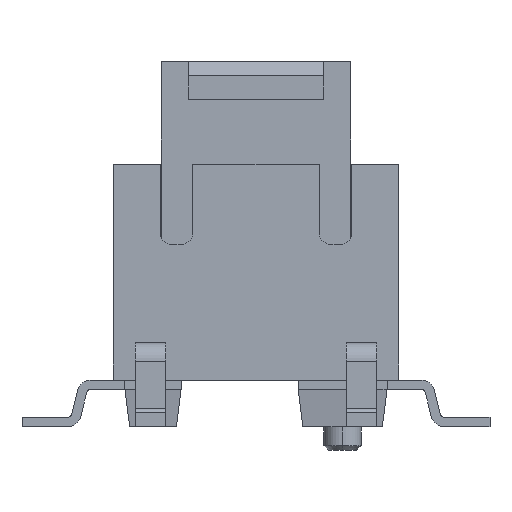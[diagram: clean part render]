
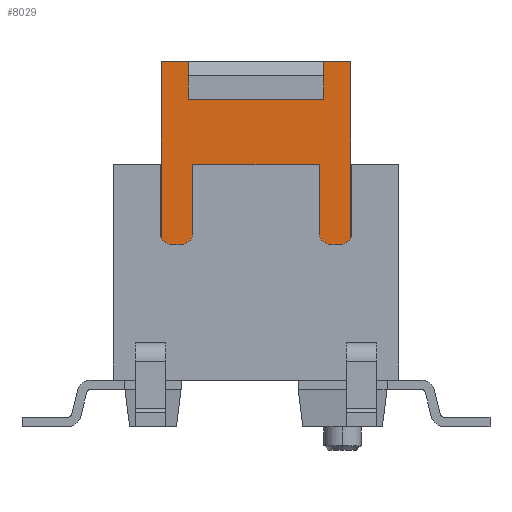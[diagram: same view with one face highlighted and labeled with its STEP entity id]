
A CAD part, left-side view. The second image highlights one B-rep face of the part: STEP entity #8029.
In plain terms, the highlighted planar face has unit normal (-1, 0, 0).
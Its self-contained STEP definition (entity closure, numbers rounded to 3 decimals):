
#195 = PLANE('',#196);
#196 = AXIS2_PLACEMENT_3D('',#197,#198,#199);
#197 = CARTESIAN_POINT('',(2.25,2.02,7.8));
#198 = DIRECTION('',(0.,1.,0.));
#199 = DIRECTION('',(-1.,0.,0.));
#356 = PLANE('',#357);
#357 = AXIS2_PLACEMENT_3D('',#358,#359,#360);
#358 = CARTESIAN_POINT('',(-2.25,-2.02,7.8));
#359 = DIRECTION('',(0.,-1.,0.));
#360 = DIRECTION('',(1.,0.,0.));
#382 = PLANE('',#383);
#383 = AXIS2_PLACEMENT_3D('',#384,#385,#386);
#384 = CARTESIAN_POINT('',(0.,0.,7.8));
#385 = DIRECTION('',(0.,0.,1.));
#386 = DIRECTION('',(1.,0.,0.));
#407 = VERTEX_POINT('',#408);
#408 = CARTESIAN_POINT('',(-2.25,-2.02,7.8));
#429 = EDGE_CURVE('',#430,#407,#432,.T.);
#430 = VERTEX_POINT('',#431);
#431 = CARTESIAN_POINT('',(-2.25,-1.45,7.8));
#432 = SURFACE_CURVE('',#433,(#437,#444),.PCURVE_S1.);
#433 = LINE('',#434,#435);
#434 = CARTESIAN_POINT('',(-2.25,-1.45,7.8));
#435 = VECTOR('',#436,1.);
#436 = DIRECTION('',(0.,-1.,0.));
#437 = PCURVE('',#382,#438);
#438 = DEFINITIONAL_REPRESENTATION('',(#439),#443);
#439 = LINE('',#440,#441);
#440 = CARTESIAN_POINT('',(-2.25,-1.45));
#441 = VECTOR('',#442,1.);
#442 = DIRECTION('',(0.,-1.));
#443 = ( GEOMETRIC_REPRESENTATION_CONTEXT(2) 
PARAMETRIC_REPRESENTATION_CONTEXT() REPRESENTATION_CONTEXT('2D SPACE',''
  ) );
#444 = PCURVE('',#445,#450);
#445 = PLANE('',#446);
#446 = AXIS2_PLACEMENT_3D('',#447,#448,#449);
#447 = CARTESIAN_POINT('',(-2.25,2.02,7.8));
#448 = DIRECTION('',(-1.,0.,0.));
#449 = DIRECTION('',(0.,-1.,0.));
#450 = DEFINITIONAL_REPRESENTATION('',(#451),#455);
#451 = LINE('',#452,#453);
#452 = CARTESIAN_POINT('',(3.47,0.));
#453 = VECTOR('',#454,1.);
#454 = DIRECTION('',(1.,0.));
#455 = ( GEOMETRIC_REPRESENTATION_CONTEXT(2) 
PARAMETRIC_REPRESENTATION_CONTEXT() REPRESENTATION_CONTEXT('2D SPACE',''
  ) );
#473 = PLANE('',#474);
#474 = AXIS2_PLACEMENT_3D('',#475,#476,#477);
#475 = CARTESIAN_POINT('',(-3.,-1.45,7.8));
#476 = DIRECTION('',(0.,-1.,0.));
#477 = DIRECTION('',(1.,0.,0.));
#514 = VERTEX_POINT('',#515);
#515 = CARTESIAN_POINT('',(-2.25,1.45,7.8));
#529 = PLANE('',#530);
#530 = AXIS2_PLACEMENT_3D('',#531,#532,#533);
#531 = CARTESIAN_POINT('',(-2.25,1.45,7.8));
#532 = DIRECTION('',(0.,1.,0.));
#533 = DIRECTION('',(-1.,0.,0.));
#541 = EDGE_CURVE('',#542,#514,#544,.T.);
#542 = VERTEX_POINT('',#543);
#543 = CARTESIAN_POINT('',(-2.25,2.02,7.8));
#544 = SURFACE_CURVE('',#545,(#549,#556),.PCURVE_S1.);
#545 = LINE('',#546,#547);
#546 = CARTESIAN_POINT('',(-2.25,2.02,7.8));
#547 = VECTOR('',#548,1.);
#548 = DIRECTION('',(0.,-1.,0.));
#549 = PCURVE('',#382,#550);
#550 = DEFINITIONAL_REPRESENTATION('',(#551),#555);
#551 = LINE('',#552,#553);
#552 = CARTESIAN_POINT('',(-2.25,2.02));
#553 = VECTOR('',#554,1.);
#554 = DIRECTION('',(0.,-1.));
#555 = ( GEOMETRIC_REPRESENTATION_CONTEXT(2) 
PARAMETRIC_REPRESENTATION_CONTEXT() REPRESENTATION_CONTEXT('2D SPACE',''
  ) );
#556 = PCURVE('',#445,#557);
#557 = DEFINITIONAL_REPRESENTATION('',(#558),#562);
#558 = LINE('',#559,#560);
#559 = CARTESIAN_POINT('',(0.,0.));
#560 = VECTOR('',#561,1.);
#561 = DIRECTION('',(1.,0.));
#562 = ( GEOMETRIC_REPRESENTATION_CONTEXT(2) 
PARAMETRIC_REPRESENTATION_CONTEXT() REPRESENTATION_CONTEXT('2D SPACE',''
  ) );
#3019 = VERTEX_POINT('',#3020);
#3020 = CARTESIAN_POINT('',(-2.25,-2.02,3.9));
#3034 = PLANE('',#3035);
#3035 = AXIS2_PLACEMENT_3D('',#3036,#3037,#3038);
#3036 = CARTESIAN_POINT('',(-3.4,2.02,3.9));
#3037 = DIRECTION('',(0.,0.,-1.));
#3038 = DIRECTION('',(0.,1.,0.));
#3046 = EDGE_CURVE('',#407,#3019,#3047,.T.);
#3047 = SURFACE_CURVE('',#3048,(#3052,#3059),.PCURVE_S1.);
#3048 = LINE('',#3049,#3050);
#3049 = CARTESIAN_POINT('',(-2.25,-2.02,7.8));
#3050 = VECTOR('',#3051,1.);
#3051 = DIRECTION('',(0.,0.,-1.));
#3052 = PCURVE('',#356,#3053);
#3053 = DEFINITIONAL_REPRESENTATION('',(#3054),#3058);
#3054 = LINE('',#3055,#3056);
#3055 = CARTESIAN_POINT('',(0.,0.));
#3056 = VECTOR('',#3057,1.);
#3057 = DIRECTION('',(0.,-1.));
#3058 = ( GEOMETRIC_REPRESENTATION_CONTEXT(2) 
PARAMETRIC_REPRESENTATION_CONTEXT() REPRESENTATION_CONTEXT('2D SPACE',''
  ) );
#3059 = PCURVE('',#445,#3060);
#3060 = DEFINITIONAL_REPRESENTATION('',(#3061),#3065);
#3061 = LINE('',#3062,#3063);
#3062 = CARTESIAN_POINT('',(4.04,0.));
#3063 = VECTOR('',#3064,1.);
#3064 = DIRECTION('',(0.,-1.));
#3065 = ( GEOMETRIC_REPRESENTATION_CONTEXT(2) 
PARAMETRIC_REPRESENTATION_CONTEXT() REPRESENTATION_CONTEXT('2D SPACE',''
  ) );
#7962 = EDGE_CURVE('',#3019,#7963,#7965,.T.);
#7963 = VERTEX_POINT('',#7964);
#7964 = CARTESIAN_POINT('',(-2.25,2.02,3.9));
#7965 = SURFACE_CURVE('',#7966,(#7970,#7977),.PCURVE_S1.);
#7966 = LINE('',#7967,#7968);
#7967 = CARTESIAN_POINT('',(-2.25,-2.02,3.9));
#7968 = VECTOR('',#7969,1.);
#7969 = DIRECTION('',(0.,1.,0.));
#7970 = PCURVE('',#3034,#7971);
#7971 = DEFINITIONAL_REPRESENTATION('',(#7972),#7976);
#7972 = LINE('',#7973,#7974);
#7973 = CARTESIAN_POINT('',(-4.04,1.15));
#7974 = VECTOR('',#7975,1.);
#7975 = DIRECTION('',(1.,0.));
#7976 = ( GEOMETRIC_REPRESENTATION_CONTEXT(2) 
PARAMETRIC_REPRESENTATION_CONTEXT() REPRESENTATION_CONTEXT('2D SPACE',''
  ) );
#7977 = PCURVE('',#445,#7978);
#7978 = DEFINITIONAL_REPRESENTATION('',(#7979),#7983);
#7979 = LINE('',#7980,#7981);
#7980 = CARTESIAN_POINT('',(4.04,-3.9));
#7981 = VECTOR('',#7982,1.);
#7982 = DIRECTION('',(-1.,0.));
#7983 = ( GEOMETRIC_REPRESENTATION_CONTEXT(2) 
PARAMETRIC_REPRESENTATION_CONTEXT() REPRESENTATION_CONTEXT('2D SPACE',''
  ) );
#8029 = ADVANCED_FACE('',(#8030),#445,.T.);
#8030 = FACE_BOUND('',#8031,.F.);
#8031 = EDGE_LOOP('',(#8032,#8033,#8034,#8055,#8056,#8079,#8107,#8128));
#8032 = ORIENTED_EDGE('',*,*,#3046,.T.);
#8033 = ORIENTED_EDGE('',*,*,#7962,.T.);
#8034 = ORIENTED_EDGE('',*,*,#8035,.T.);
#8035 = EDGE_CURVE('',#7963,#542,#8036,.T.);
#8036 = SURFACE_CURVE('',#8037,(#8041,#8048),.PCURVE_S1.);
#8037 = LINE('',#8038,#8039);
#8038 = CARTESIAN_POINT('',(-2.25,2.02,3.9));
#8039 = VECTOR('',#8040,1.);
#8040 = DIRECTION('',(0.,0.,1.));
#8041 = PCURVE('',#445,#8042);
#8042 = DEFINITIONAL_REPRESENTATION('',(#8043),#8047);
#8043 = LINE('',#8044,#8045);
#8044 = CARTESIAN_POINT('',(0.,-3.9));
#8045 = VECTOR('',#8046,1.);
#8046 = DIRECTION('',(0.,1.));
#8047 = ( GEOMETRIC_REPRESENTATION_CONTEXT(2) 
PARAMETRIC_REPRESENTATION_CONTEXT() REPRESENTATION_CONTEXT('2D SPACE',''
  ) );
#8048 = PCURVE('',#195,#8049);
#8049 = DEFINITIONAL_REPRESENTATION('',(#8050),#8054);
#8050 = LINE('',#8051,#8052);
#8051 = CARTESIAN_POINT('',(4.5,-3.9));
#8052 = VECTOR('',#8053,1.);
#8053 = DIRECTION('',(0.,1.));
#8054 = ( GEOMETRIC_REPRESENTATION_CONTEXT(2) 
PARAMETRIC_REPRESENTATION_CONTEXT() REPRESENTATION_CONTEXT('2D SPACE',''
  ) );
#8055 = ORIENTED_EDGE('',*,*,#541,.T.);
#8056 = ORIENTED_EDGE('',*,*,#8057,.T.);
#8057 = EDGE_CURVE('',#514,#8058,#8060,.T.);
#8058 = VERTEX_POINT('',#8059);
#8059 = CARTESIAN_POINT('',(-2.25,1.45,7.));
#8060 = SURFACE_CURVE('',#8061,(#8065,#8072),.PCURVE_S1.);
#8061 = LINE('',#8062,#8063);
#8062 = CARTESIAN_POINT('',(-2.25,1.45,7.8));
#8063 = VECTOR('',#8064,1.);
#8064 = DIRECTION('',(0.,0.,-1.));
#8065 = PCURVE('',#445,#8066);
#8066 = DEFINITIONAL_REPRESENTATION('',(#8067),#8071);
#8067 = LINE('',#8068,#8069);
#8068 = CARTESIAN_POINT('',(0.57,0.));
#8069 = VECTOR('',#8070,1.);
#8070 = DIRECTION('',(0.,-1.));
#8071 = ( GEOMETRIC_REPRESENTATION_CONTEXT(2) 
PARAMETRIC_REPRESENTATION_CONTEXT() REPRESENTATION_CONTEXT('2D SPACE',''
  ) );
#8072 = PCURVE('',#529,#8073);
#8073 = DEFINITIONAL_REPRESENTATION('',(#8074),#8078);
#8074 = LINE('',#8075,#8076);
#8075 = CARTESIAN_POINT('',(0.,0.));
#8076 = VECTOR('',#8077,1.);
#8077 = DIRECTION('',(0.,-1.));
#8078 = ( GEOMETRIC_REPRESENTATION_CONTEXT(2) 
PARAMETRIC_REPRESENTATION_CONTEXT() REPRESENTATION_CONTEXT('2D SPACE',''
  ) );
#8079 = ORIENTED_EDGE('',*,*,#8080,.F.);
#8080 = EDGE_CURVE('',#8081,#8058,#8083,.T.);
#8081 = VERTEX_POINT('',#8082);
#8082 = CARTESIAN_POINT('',(-2.25,-1.45,7.));
#8083 = SURFACE_CURVE('',#8084,(#8088,#8095),.PCURVE_S1.);
#8084 = LINE('',#8085,#8086);
#8085 = CARTESIAN_POINT('',(-2.25,-1.45,7.));
#8086 = VECTOR('',#8087,1.);
#8087 = DIRECTION('',(0.,1.,0.));
#8088 = PCURVE('',#445,#8089);
#8089 = DEFINITIONAL_REPRESENTATION('',(#8090),#8094);
#8090 = LINE('',#8091,#8092);
#8091 = CARTESIAN_POINT('',(3.47,-0.8));
#8092 = VECTOR('',#8093,1.);
#8093 = DIRECTION('',(-1.,0.));
#8094 = ( GEOMETRIC_REPRESENTATION_CONTEXT(2) 
PARAMETRIC_REPRESENTATION_CONTEXT() REPRESENTATION_CONTEXT('2D SPACE',''
  ) );
#8095 = PCURVE('',#8096,#8101);
#8096 = PLANE('',#8097);
#8097 = AXIS2_PLACEMENT_3D('',#8098,#8099,#8100);
#8098 = CARTESIAN_POINT('',(-3.,-1.5,7.));
#8099 = DIRECTION('',(0.,0.,1.));
#8100 = DIRECTION('',(1.,0.,0.));
#8101 = DEFINITIONAL_REPRESENTATION('',(#8102),#8106);
#8102 = LINE('',#8103,#8104);
#8103 = CARTESIAN_POINT('',(0.75,0.05));
#8104 = VECTOR('',#8105,1.);
#8105 = DIRECTION('',(0.,1.));
#8106 = ( GEOMETRIC_REPRESENTATION_CONTEXT(2) 
PARAMETRIC_REPRESENTATION_CONTEXT() REPRESENTATION_CONTEXT('2D SPACE',''
  ) );
#8107 = ORIENTED_EDGE('',*,*,#8108,.F.);
#8108 = EDGE_CURVE('',#430,#8081,#8109,.T.);
#8109 = SURFACE_CURVE('',#8110,(#8114,#8121),.PCURVE_S1.);
#8110 = LINE('',#8111,#8112);
#8111 = CARTESIAN_POINT('',(-2.25,-1.45,7.8));
#8112 = VECTOR('',#8113,1.);
#8113 = DIRECTION('',(0.,0.,-1.));
#8114 = PCURVE('',#445,#8115);
#8115 = DEFINITIONAL_REPRESENTATION('',(#8116),#8120);
#8116 = LINE('',#8117,#8118);
#8117 = CARTESIAN_POINT('',(3.47,0.));
#8118 = VECTOR('',#8119,1.);
#8119 = DIRECTION('',(0.,-1.));
#8120 = ( GEOMETRIC_REPRESENTATION_CONTEXT(2) 
PARAMETRIC_REPRESENTATION_CONTEXT() REPRESENTATION_CONTEXT('2D SPACE',''
  ) );
#8121 = PCURVE('',#473,#8122);
#8122 = DEFINITIONAL_REPRESENTATION('',(#8123),#8127);
#8123 = LINE('',#8124,#8125);
#8124 = CARTESIAN_POINT('',(0.75,0.));
#8125 = VECTOR('',#8126,1.);
#8126 = DIRECTION('',(0.,-1.));
#8127 = ( GEOMETRIC_REPRESENTATION_CONTEXT(2) 
PARAMETRIC_REPRESENTATION_CONTEXT() REPRESENTATION_CONTEXT('2D SPACE',''
  ) );
#8128 = ORIENTED_EDGE('',*,*,#429,.T.);
